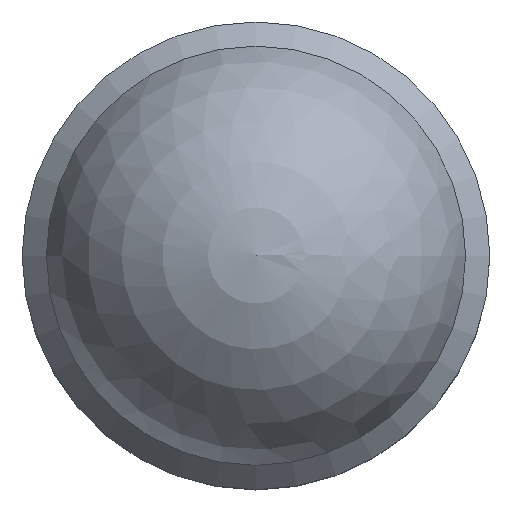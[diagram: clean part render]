
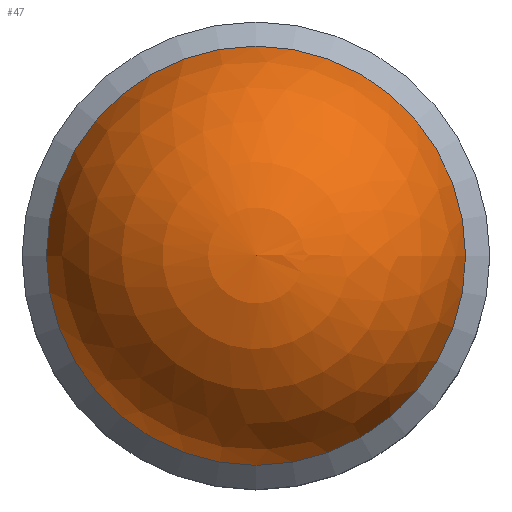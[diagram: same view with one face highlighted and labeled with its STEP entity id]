
A CAD part, top view. The second image highlights one B-rep face of the part: STEP entity #47.
In plain terms, the highlighted spherical face has radius 5 mm.
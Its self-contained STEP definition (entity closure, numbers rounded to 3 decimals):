
#47 = ADVANCED_FACE( '', ( #96 ), #97, .T. );
#96 = FACE_OUTER_BOUND( '', #147, .T. );
#97 = SPHERICAL_SURFACE( '', #148, 5. );
#147 = EDGE_LOOP( '', ( #211 ) );
#148 = AXIS2_PLACEMENT_3D( '', #212, #213, #214 );
#211 = ORIENTED_EDGE( '', *, *, #284, .T. );
#212 = CARTESIAN_POINT( '', ( 0., 0., 4.5 ) );
#213 = DIRECTION( '', ( 0., 0., 1. ) );
#214 = DIRECTION( '', ( 1., 0., 0. ) );
#284 = EDGE_CURVE( '', #328, #328, #329, .T. );
#328 = VERTEX_POINT( '', #389 );
#329 = CIRCLE( '', #390, 4.885 );
#389 = CARTESIAN_POINT( '', ( 4.885, 0., 5.565 ) );
#390 = AXIS2_PLACEMENT_3D( '', #441, #442, #443 );
#441 = CARTESIAN_POINT( '', ( 0., 0., 5.565 ) );
#442 = DIRECTION( '', ( 0., 0., 1. ) );
#443 = DIRECTION( '', ( 1., 0., 0. ) );
